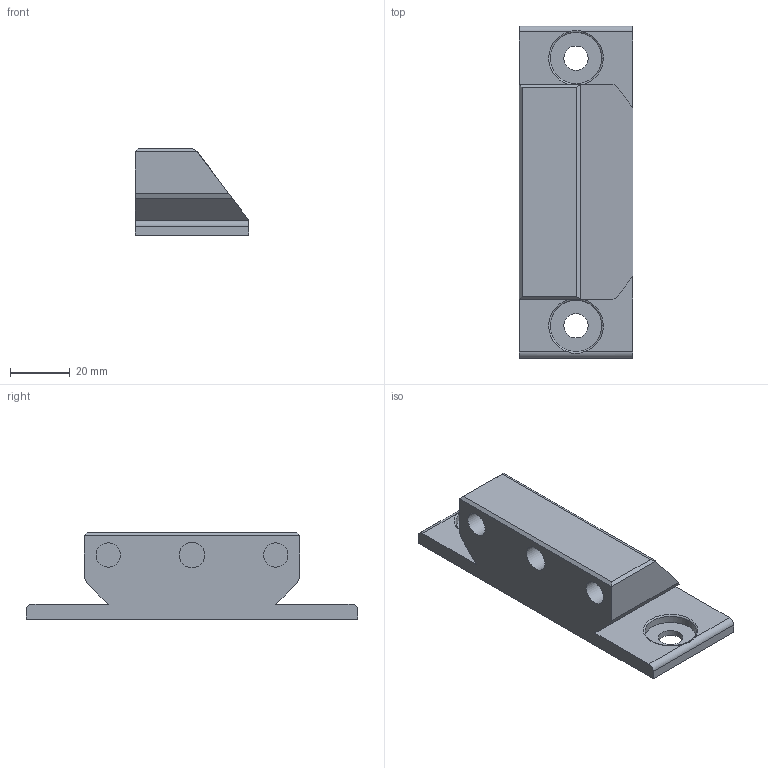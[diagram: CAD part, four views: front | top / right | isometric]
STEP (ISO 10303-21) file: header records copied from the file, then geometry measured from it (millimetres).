
FILE_DESCRIPTION(('FreeCAD Model'),'2;1');
FILE_NAME( 'x-mount-left-full.step' ,'2020-03-24T19:36:40',('Author'),(''), 'Open CASCADE STEP processor 7.3','FreeCAD','Unknown');
FILE_SCHEMA(('AUTOMOTIVE_DESIGN { 1 0 10303 214 1 1 1 1 }'));
Length unit declared in the file: millimetre
Products named in the file (1): x-mount-left-full
Bounding box: 38.1 x 111 x 28.97 mm (x, y, z)
Volume: 65142.2 mm3; surface area: 15688 mm2
Topology: 1 solids, 1 shells, 41 faces, 99 edges, 63 vertices
Faces by surface type: plane 26, cylinder 9, torus 4, bspline 2
Full cylindrical faces by diameter (mm): 8.1 x4, 8.5 x1, 17.25 x2
Entity records: 2638 total; most frequent: CARTESIAN_POINT 610, DIRECTION 380, LINE 235, VECTOR 235, ORIENTED_EDGE 198, PCURVE 198, DEFINITIONAL_REPRESENTATION 198, EDGE_CURVE 99
